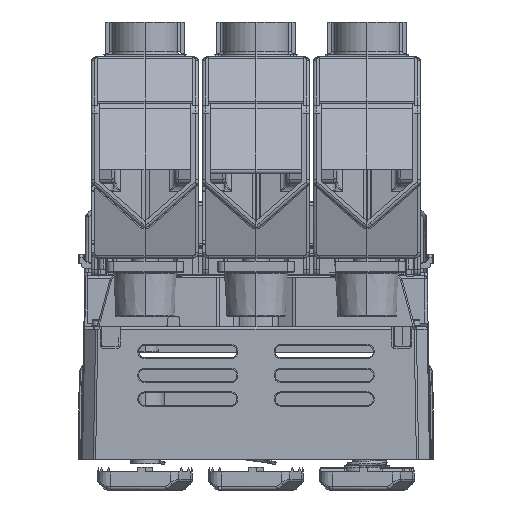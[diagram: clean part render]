
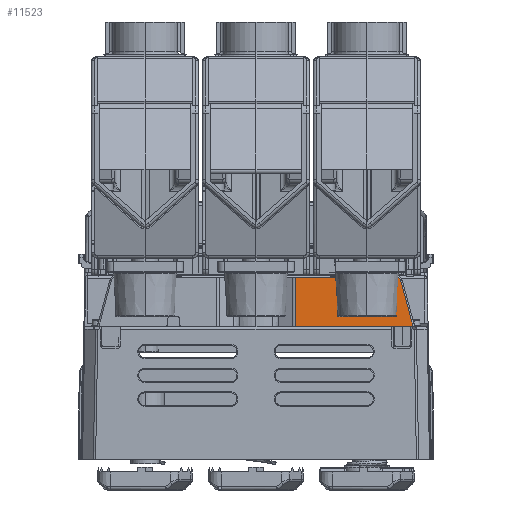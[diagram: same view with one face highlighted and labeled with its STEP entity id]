
A CAD part, front view. The second image highlights one B-rep face of the part: STEP entity #11523.
In plain terms, the highlighted planar face has unit normal (0, -1, 0.018).
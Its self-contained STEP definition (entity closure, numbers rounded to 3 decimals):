
#322 = CARTESIAN_POINT ( 'NONE',  ( 46.595, -128., 0.005 ) ) ;
#2259 = CARTESIAN_POINT ( 'NONE',  ( 45.158, -127.736, 15.148 ) ) ;
#11523 = ADVANCED_FACE ( 'NONE', ( #148432 ), #59922, .F. ) ;
#12883 = VERTEX_POINT ( 'NONE', #106888 ) ;
#13677 = DIRECTION ( 'NONE',  ( 0.004, 0.017, 1. ) ) ;
#16581 = LINE ( 'NONE', #50921, #183115 ) ;
#17984 = CARTESIAN_POINT ( 'NONE',  ( 45.363, -127.739, 14.932 ) ) ;
#29167 = ORIENTED_EDGE ( 'NONE', *, *, #128634, .F. ) ;
#30211 = EDGE_CURVE ( 'NONE', #91547, #101711, #138908, .T. ) ;
#32931 = EDGE_CURVE ( 'NONE', #116012, #12883, #199400, .T. ) ;
#33061 = CARTESIAN_POINT ( 'NONE',  ( 44.337, -127.729, 15.503 ) ) ;
#34213 = VECTOR ( 'NONE', #202256, 1000. ) ;
#36525 = CARTESIAN_POINT ( 'NONE',  ( 45.522, -127.744, 14.68 ) ) ;
#46168 = EDGE_CURVE ( 'NONE', #188778, #91547, #88616, .T. ) ;
#48787 = CARTESIAN_POINT ( 'NONE',  ( 44.231, -127.729, 15.509 ) ) ;
#50921 = CARTESIAN_POINT ( 'NONE',  ( 44.196, -127.729, 15.509 ) ) ;
#51620 = ORIENTED_EDGE ( 'NONE', *, *, #195634, .F. ) ;
#52254 = CARTESIAN_POINT ( 'NONE',  ( 45.614, -127.748, 14.446 ) ) ;
#59922 = PLANE ( 'NONE',  #150547 ) ;
#60751 = VECTOR ( 'NONE', #112796, 1000. ) ;
#61820 = VERTEX_POINT ( 'NONE', #66192 ) ;
#64573 = CARTESIAN_POINT ( 'NONE',  ( 44.492, -127.73, 15.478 ) ) ;
#66192 = CARTESIAN_POINT ( 'NONE',  ( 46.595, -128., 0.005 ) ) ;
#75666 = DIRECTION ( 'NONE',  ( 0., 1., -0.017 ) ) ;
#78367 = CARTESIAN_POINT ( 'NONE',  ( 46.544, -128., 0. ) ) ;
#80332 = CARTESIAN_POINT ( 'NONE',  ( 44.78, -127.731, 15.385 ) ) ;
#80787 = LINE ( 'NONE', #186509, #34213 ) ;
#88616 =( BOUNDED_CURVE ( )  B_SPLINE_CURVE ( 3, ( #158272, #48787, #33061, #64573, #173971, #80332, #189772, #96086, #2259, #111757, #17984, #130273, #36525, #146026, #52254, #161724 ),
 .UNSPECIFIED., .F., .F. ) 
 B_SPLINE_CURVE_WITH_KNOTS ( ( 4, 1, 1, 1, 1, 1, 1, 1, 1, 1, 1, 1, 1, 4 ),
 ( 0., 0.081, 0.161, 0.239, 0.315, 0.391, 0.467, 0.543, 0.618, 0.694, 0.77, 0.846, 0.922, 1. ),
 .UNSPECIFIED. ) 
 CURVE ( )  GEOMETRIC_REPRESENTATION_ITEM ( )  RATIONAL_B_SPLINE_CURVE ( ( 1.17, 1.17, 1.17, 1.17, 1.17, 1.17, 1.17, 1.17, 1.17, 1.17, 1.17, 1.17, 1.17, 1.17, 1.17, 1.17 ) ) 
 REPRESENTATION_ITEM ( '' )  );
#91547 = VERTEX_POINT ( 'NONE', #181440 ) ;
#91776 = CARTESIAN_POINT ( 'NONE',  ( 12.472, -128., 0. ) ) ;
#92428 = VECTOR ( 'NONE', #161586, 1000. ) ;
#94127 = CARTESIAN_POINT ( 'NONE',  ( 46.578, -128., 0.005 ) ) ;
#96086 = CARTESIAN_POINT ( 'NONE',  ( 45.04, -127.734, 15.239 ) ) ;
#96568 = EDGE_CURVE ( 'NONE', #181319, #116012, #185567, .T. ) ;
#100305 = ORIENTED_EDGE ( 'NONE', *, *, #184426, .T. ) ;
#101711 = VERTEX_POINT ( 'NONE', #151804 ) ;
#102113 = ORIENTED_EDGE ( 'NONE', *, *, #30211, .F. ) ;
#103186 = CARTESIAN_POINT ( 'NONE',  ( 12.472, -128., 0. ) ) ;
#106888 = CARTESIAN_POINT ( 'NONE',  ( 12.536, -127.729, 15.509 ) ) ;
#110122 = CARTESIAN_POINT ( 'NONE',  ( 46.544, -128., 0. ) ) ;
#111757 = CARTESIAN_POINT ( 'NONE',  ( 45.266, -127.737, 15.045 ) ) ;
#112796 = DIRECTION ( 'NONE',  ( -1., 0., 0. ) ) ;
#116012 = VERTEX_POINT ( 'NONE', #103186 ) ;
#117441 = EDGE_LOOP ( 'NONE', ( #51620, #102113, #132272, #29167, #177090, #196201, #100305 ) ) ;
#121060 = VECTOR ( 'NONE', #13677, 1000. ) ;
#128634 = EDGE_CURVE ( 'NONE', #12883, #188778, #16581, .T. ) ;
#130273 = CARTESIAN_POINT ( 'NONE',  ( 45.449, -127.741, 14.81 ) ) ;
#132272 = ORIENTED_EDGE ( 'NONE', *, *, #46168, .F. ) ;
#138908 = LINE ( 'NONE', #176635, #92428 ) ;
#146026 = CARTESIAN_POINT ( 'NONE',  ( 45.583, -127.746, 14.542 ) ) ;
#148432 = FACE_OUTER_BOUND ( 'NONE', #117441, .T. ) ;
#150547 = AXIS2_PLACEMENT_3D ( 'NONE', #153622, #75666, #185097 ) ;
#151804 = CARTESIAN_POINT ( 'NONE',  ( 49.47, -127.999, 0.055 ) ) ;
#153622 = CARTESIAN_POINT ( 'NONE',  ( 50., -128., 0. ) ) ;
#158272 = CARTESIAN_POINT ( 'NONE',  ( 44.178, -127.729, 15.509 ) ) ;
#161586 = DIRECTION ( 'NONE',  ( 0.259, -0.017, -0.966 ) ) ;
#161724 = CARTESIAN_POINT ( 'NONE',  ( 45.627, -127.749, 14.397 ) ) ;
#165731 = CARTESIAN_POINT ( 'NONE',  ( 44.178, -127.729, 15.509 ) ) ;
#173971 = CARTESIAN_POINT ( 'NONE',  ( 44.64, -127.731, 15.439 ) ) ;
#175036 = CARTESIAN_POINT ( 'NONE',  ( 50., -128., 0. ) ) ;
#176635 = CARTESIAN_POINT ( 'NONE',  ( 45.627, -127.749, 14.397 ) ) ;
#177090 = ORIENTED_EDGE ( 'NONE', *, *, #32931, .F. ) ;
#178665 =( BOUNDED_CURVE ( )  B_SPLINE_CURVE ( 3, ( #78367, #187795, #94127, #322 ),
 .UNSPECIFIED., .F., .F. ) 
 B_SPLINE_CURVE_WITH_KNOTS ( ( 4, 4 ),
 ( 6.097, 6.266 ),
 .UNSPECIFIED. ) 
 CURVE ( )  GEOMETRIC_REPRESENTATION_ITEM ( )  RATIONAL_B_SPLINE_CURVE ( ( 1., 0.998, 0.998, 1. ) ) 
 REPRESENTATION_ITEM ( '' )  );
#181319 = VERTEX_POINT ( 'NONE', #110122 ) ;
#181440 = CARTESIAN_POINT ( 'NONE',  ( 45.627, -127.749, 14.397 ) ) ;
#183115 = VECTOR ( 'NONE', #191907, 1000. ) ;
#184426 = EDGE_CURVE ( 'NONE', #181319, #61820, #178665, .T. ) ;
#185097 = DIRECTION ( 'NONE',  ( 0., 0.017, 1. ) ) ;
#185567 = LINE ( 'NONE', #175036, #60751 ) ;
#186509 = CARTESIAN_POINT ( 'NONE',  ( 49.47, -127.999, 0.055 ) ) ;
#187795 = CARTESIAN_POINT ( 'NONE',  ( 46.561, -128., 0.003 ) ) ;
#188778 = VERTEX_POINT ( 'NONE', #165731 ) ;
#189772 = CARTESIAN_POINT ( 'NONE',  ( 44.914, -127.733, 15.319 ) ) ;
#191907 = DIRECTION ( 'NONE',  ( 1., 0., 0. ) ) ;
#195634 = EDGE_CURVE ( 'NONE', #101711, #61820, #80787, .T. ) ;
#196201 = ORIENTED_EDGE ( 'NONE', *, *, #96568, .F. ) ;
#199400 = LINE ( 'NONE', #91776, #121060 ) ;
#202256 = DIRECTION ( 'NONE',  ( -1., 0., -0.017 ) ) ;
